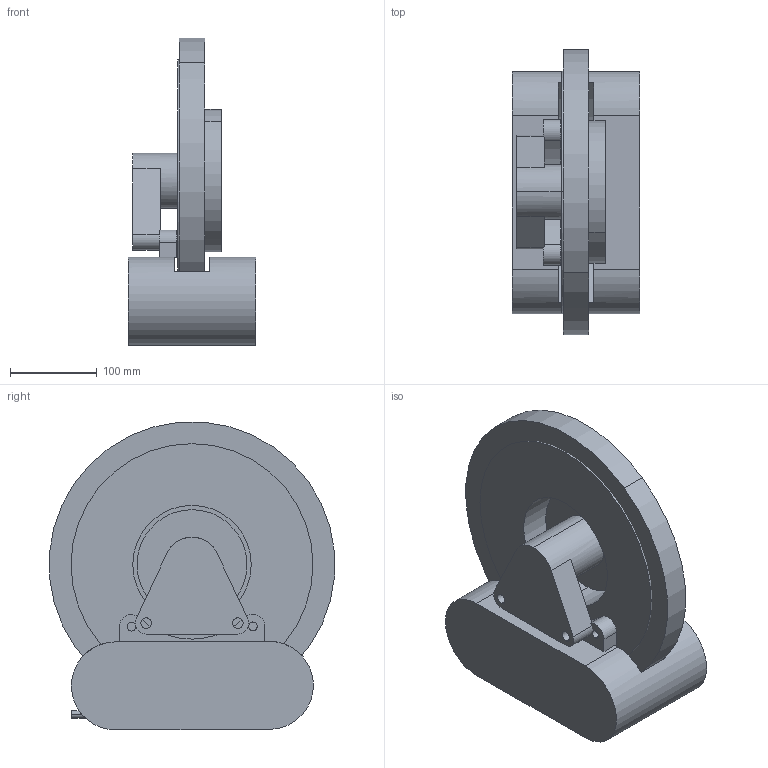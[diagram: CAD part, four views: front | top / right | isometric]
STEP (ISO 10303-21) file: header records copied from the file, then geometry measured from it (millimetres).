
FILE_DESCRIPTION (( 'STEP AP214' ), '1' );
FILE_NAME ('C70 front brake assy.STEP', '2016-04-05T18:35:43', ( '' ), ( '' ), 'SwSTEP 2.0', 'SolidWorks 2015', '' );
FILE_SCHEMA (( 'AUTOMOTIVE_DESIGN' ));
Length unit declared in the file: inch
Products named in the file (5): R front caliper; R front rotor; C70 front rotor; c70 spindle; C70 front brake assy
Assembly tree (4 placements, depth 2):
  C70 front brake assy
    c70 spindle
    C70 front rotor
    R front rotor
    R front caliper
Bounding box: 147.32 x 329.15 x 355.38 mm (x, y, z)
Volume: 7488596.9 mm3; surface area: 657833 mm2
Topology: 4 solids, 4 shells, 70 faces, 163 edges, 108 vertices
Faces by surface type: cylinder 41, plane 29
Entity records: 2431 total; most frequent: CARTESIAN_POINT 504, DIRECTION 397, ORIENTED_EDGE 326, EDGE_CURVE 163, AXIS2_PLACEMENT_3D 161, VERTEX_POINT 108, EDGE_LOOP 89, CIRCLE 84
